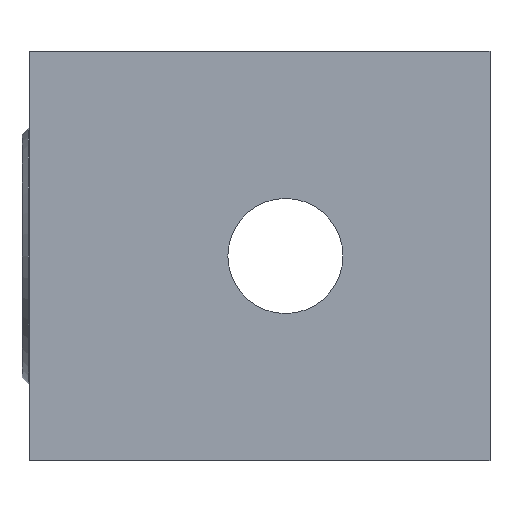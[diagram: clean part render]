
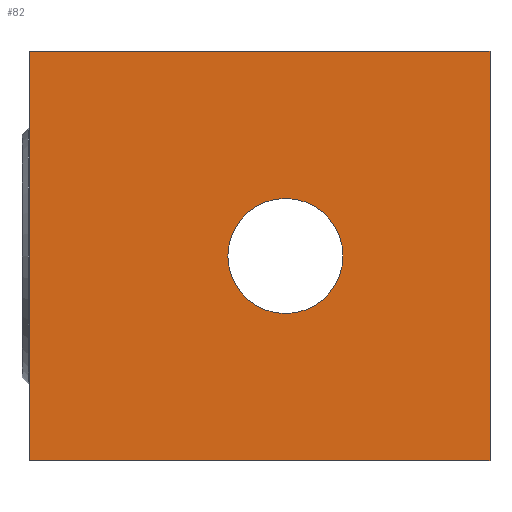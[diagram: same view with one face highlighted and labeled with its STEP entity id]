
A CAD part, front view. The second image highlights one B-rep face of the part: STEP entity #82.
In plain terms, the highlighted planar face has unit normal (0, -1, 0).
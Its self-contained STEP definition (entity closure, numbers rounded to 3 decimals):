
#82 = ADVANCED_FACE( '', ( #175, #176 ), #177, .F. );
#175 = FACE_BOUND( '', #271, .T. );
#176 = FACE_OUTER_BOUND( '', #272, .T. );
#177 = PLANE( '', #273 );
#271 = EDGE_LOOP( '', ( #429 ) );
#272 = EDGE_LOOP( '', ( #430, #431, #432, #433 ) );
#273 = AXIS2_PLACEMENT_3D( '', #434, #435, #436 );
#429 = ORIENTED_EDGE( '', *, *, #491, .T. );
#430 = ORIENTED_EDGE( '', *, *, #485, .T. );
#431 = ORIENTED_EDGE( '', *, *, #525, .F. );
#432 = ORIENTED_EDGE( '', *, *, #521, .F. );
#433 = ORIENTED_EDGE( '', *, *, #536, .T. );
#434 = CARTESIAN_POINT( '', ( 36., 0., 16. ) );
#435 = DIRECTION( '', ( 0., 1., 0. ) );
#436 = DIRECTION( '', ( 0., 0., 1. ) );
#485 = EDGE_CURVE( '', #557, #555, #558, .T. );
#491 = EDGE_CURVE( '', #566, #566, #567, .T. );
#521 = EDGE_CURVE( '', #614, #612, #616, .T. );
#525 = EDGE_CURVE( '', #612, #555, #620, .T. );
#536 = EDGE_CURVE( '', #614, #557, #633, .T. );
#555 = VERTEX_POINT( '', #653 );
#557 = VERTEX_POINT( '', #656 );
#558 = LINE( '', #657, #658 );
#566 = VERTEX_POINT( '', #667 );
#567 = CIRCLE( '', #668, 4.5 );
#612 = VERTEX_POINT( '', #725 );
#614 = VERTEX_POINT( '', #728 );
#616 = LINE( '', #731, #732 );
#620 = LINE( '', #737, #738 );
#633 = LINE( '', #754, #755 );
#653 = CARTESIAN_POINT( '', ( 0., 0., -16. ) );
#656 = CARTESIAN_POINT( '', ( 0., 0., 16. ) );
#657 = CARTESIAN_POINT( '', ( 0., 0., 16. ) );
#658 = VECTOR( '', #777, 1000. );
#667 = CARTESIAN_POINT( '', ( 24.5, 0., 0. ) );
#668 = AXIS2_PLACEMENT_3D( '', #785, #786, #787 );
#725 = CARTESIAN_POINT( '', ( 36., 0., -16. ) );
#728 = CARTESIAN_POINT( '', ( 36., 0., 16. ) );
#731 = CARTESIAN_POINT( '', ( 36., 0., 16. ) );
#732 = VECTOR( '', #826, 1000. );
#737 = CARTESIAN_POINT( '', ( 36., 0., -16. ) );
#738 = VECTOR( '', #828, 1000. );
#754 = CARTESIAN_POINT( '', ( 36., 0., 16. ) );
#755 = VECTOR( '', #838, 1000. );
#777 = DIRECTION( '', ( 0., 0., -1. ) );
#785 = CARTESIAN_POINT( '', ( 20., 0., 0. ) );
#786 = DIRECTION( '', ( 0., 1., 0. ) );
#787 = DIRECTION( '', ( 1., 0., 0. ) );
#826 = DIRECTION( '', ( 0., 0., -1. ) );
#828 = DIRECTION( '', ( -1., 0., 0. ) );
#838 = DIRECTION( '', ( -1., 0., 0. ) );
